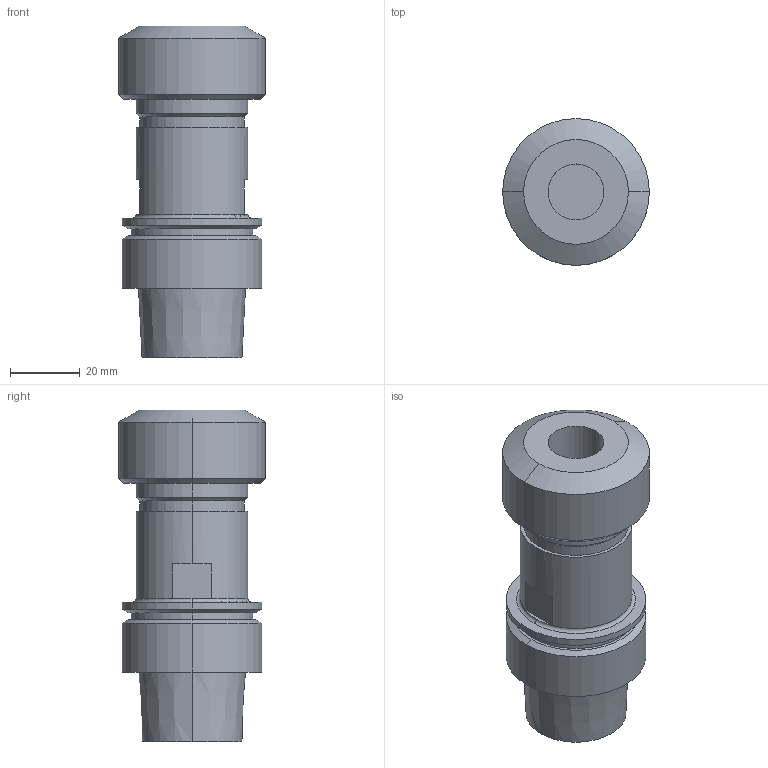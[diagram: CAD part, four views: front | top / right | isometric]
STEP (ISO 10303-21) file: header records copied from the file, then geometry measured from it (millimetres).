
FILE_DESCRIPTION (( 'STEP AP203' ), '1' );
FILE_NAME ('STP-31383-E.STEP', '2021-03-30T01:54:11', ( '' ), ( '' ), 'SwSTEP 2.0', 'SolidWorks 2017', '' );
FILE_SCHEMA (( 'CONFIG_CONTROL_DESIGN' ));
Length unit declared in the file: millimetre
Products named in the file (1): STP-31383-E
Bounding box: 42 x 42 x 95 mm (x, y, z)
Volume: 74474.9 mm3; surface area: 18005.3 mm2
Topology: 1 solids, 1 shells, 58 faces, 118 edges, 70 vertices
Faces by surface type: cylinder 22, cone 16, plane 16, torus 4
Entity records: 1603 total; most frequent: DIRECTION 308, CARTESIAN_POINT 247, ORIENTED_EDGE 236, AXIS2_PLACEMENT_3D 131, EDGE_CURVE 118, CIRCLE 72, VERTEX_POINT 70, EDGE_LOOP 66
